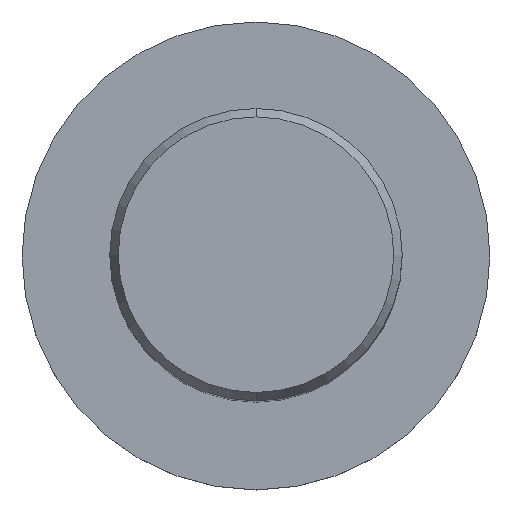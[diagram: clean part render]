
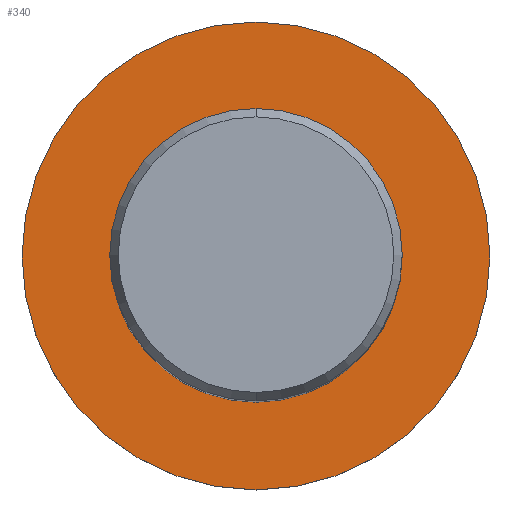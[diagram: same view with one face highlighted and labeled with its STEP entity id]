
A CAD part, top view. The second image highlights one B-rep face of the part: STEP entity #340.
In plain terms, the highlighted planar face has unit normal (0, 0, 1).
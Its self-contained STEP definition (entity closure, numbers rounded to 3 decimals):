
#324=EDGE_CURVE('',#392,#336,#788,.T.);
#336=VERTEX_POINT('',#801);
#340=ADVANCED_FACE('',(#806,#807),#808,.T.);
#392=VERTEX_POINT('',#866);
#502=VERTEX_POINT('',#988);
#526=EDGE_CURVE('',#336,#392,#1013,.T.);
#590=EDGE_CURVE('',#502,#646,#1082,.T.);
#646=VERTEX_POINT('',#1142);
#688=EDGE_CURVE('',#646,#502,#1189,.T.);
#788=CIRCLE('',#1373,16.0);
#801=CARTESIAN_POINT('',(0.,-16.0,-50.0));
#806=FACE_BOUND('',#1394,.T.);
#807=FACE_OUTER_BOUND('',#1395,.T.);
#808=PLANE('',#1396);
#866=CARTESIAN_POINT('',(0.0,16.0,-50.0));
#988=CARTESIAN_POINT('',(0.0,10.0,-50.0));
#1013=CIRCLE('',#1739,16.0);
#1082=CIRCLE('',#1872,10.0);
#1142=CARTESIAN_POINT('',(0.,-10.0,-50.0));
#1189=CIRCLE('',#2069,10.0);
#1373=AXIS2_PLACEMENT_3D('',#2167,#2168,#2169);
#1394=EDGE_LOOP('',(#2194,#2195));
#1395=EDGE_LOOP('',(#2196,#2197));
#1396=AXIS2_PLACEMENT_3D('',#2198,#2199,#2200);
#1739=AXIS2_PLACEMENT_3D('',#2460,#2461,#2462);
#1872=AXIS2_PLACEMENT_3D('',#2532,#2533,#2534);
#2069=AXIS2_PLACEMENT_3D('',#2661,#2662,#2663);
#2167=CARTESIAN_POINT('',(0.0,0.0,-50.0));
#2168=DIRECTION('',(0.0,0.0,-1.0));
#2169=DIRECTION('',(0.0,1.0,0.0));
#2194=ORIENTED_EDGE('',*,*,#590,.T.);
#2195=ORIENTED_EDGE('',*,*,#688,.T.);
#2196=ORIENTED_EDGE('',*,*,#324,.F.);
#2197=ORIENTED_EDGE('',*,*,#526,.F.);
#2198=CARTESIAN_POINT('',(0.0,8.0,-50.0));
#2199=DIRECTION('',(-0.0,0.0,1.0));
#2200=DIRECTION('',(0.0,-1.0,0.0));
#2460=CARTESIAN_POINT('',(0.0,0.0,-50.0));
#2461=DIRECTION('',(0.0,0.0,-1.0));
#2462=DIRECTION('',(0.0,1.0,0.0));
#2532=CARTESIAN_POINT('',(0.0,0.0,-50.0));
#2533=DIRECTION('',(-0.0,0.0,-1.0));
#2534=DIRECTION('',(0.0,1.0,0.0));
#2661=CARTESIAN_POINT('',(0.0,0.0,-50.0));
#2662=DIRECTION('',(-0.0,0.0,-1.0));
#2663=DIRECTION('',(0.0,1.0,0.0));
